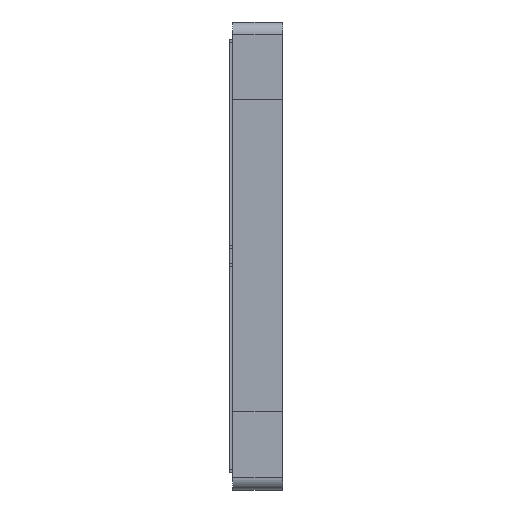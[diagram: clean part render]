
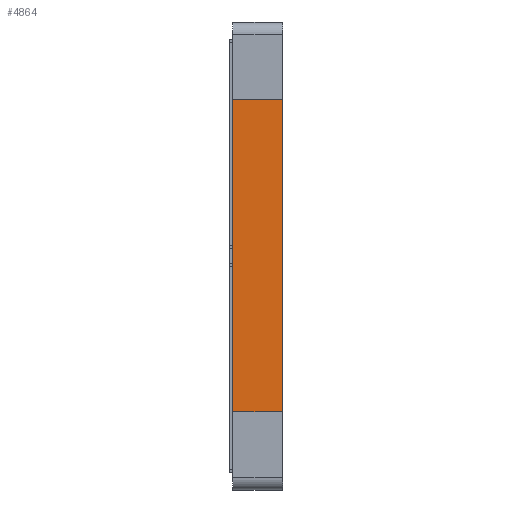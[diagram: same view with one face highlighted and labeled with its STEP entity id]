
A CAD part, left-side view. The second image highlights one B-rep face of the part: STEP entity #4864.
In plain terms, the highlighted planar face has unit normal (-1, 0, 0).
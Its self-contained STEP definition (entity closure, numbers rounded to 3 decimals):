
#304=FACE_OUTER_BOUND('',#590,.T.);
#590=EDGE_LOOP('',(#4128,#4129,#4130,#4131));
#683=LINE('',#6552,#1315);
#1111=LINE('',#7508,#1743);
#1197=LINE('',#7690,#1829);
#1198=LINE('',#7692,#1830);
#1315=VECTOR('',#5289,10.);
#1743=VECTOR('',#6061,10.);
#1829=VECTOR('',#6247,10.);
#1830=VECTOR('',#6250,10.);
#1947=VERTEX_POINT('',#6549);
#1948=VERTEX_POINT('',#6551);
#2303=VERTEX_POINT('',#7505);
#2304=VERTEX_POINT('',#7507);
#2407=EDGE_CURVE('',#1947,#1948,#683,.T.);
#2889=EDGE_CURVE('',#2304,#2303,#1111,.T.);
#2981=EDGE_CURVE('',#2304,#1947,#1197,.T.);
#2982=EDGE_CURVE('',#2303,#1948,#1198,.T.);
#4128=ORIENTED_EDGE('',*,*,#2982,.T.);
#4129=ORIENTED_EDGE('',*,*,#2407,.F.);
#4130=ORIENTED_EDGE('',*,*,#2981,.F.);
#4131=ORIENTED_EDGE('',*,*,#2889,.T.);
#4612=PLANE('',#5190);
#4864=ADVANCED_FACE('',(#304),#4612,.T.);
#5190=AXIS2_PLACEMENT_3D('',#7693,#6251,#6252);
#5289=DIRECTION('',(0.,0.,-1.));
#6061=DIRECTION('',(0.,0.,-1.));
#6247=DIRECTION('',(0.,-1.,0.));
#6250=DIRECTION('',(0.,-1.,0.));
#6251=DIRECTION('center_axis',(-1.,0.,0.));
#6252=DIRECTION('ref_axis',(0.,0.,1.));
#6549=CARTESIAN_POINT('',(-11.,-2.,67.));
#6551=CARTESIAN_POINT('',(-11.,-2.,17.));
#6552=CARTESIAN_POINT('',(-11.,-2.,17.));
#7505=CARTESIAN_POINT('',(-11.,6.,17.));
#7507=CARTESIAN_POINT('',(-11.,6.,67.));
#7508=CARTESIAN_POINT('',(-11.,6.,67.));
#7690=CARTESIAN_POINT('',(-11.,0.,67.));
#7692=CARTESIAN_POINT('',(-11.,6.,17.));
#7693=CARTESIAN_POINT('Origin',(-11.,3.,42.));
